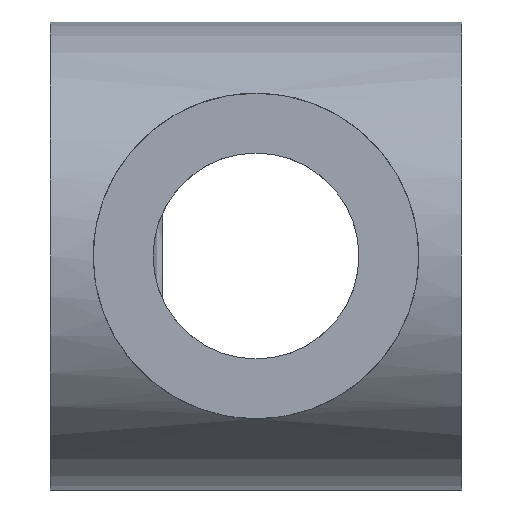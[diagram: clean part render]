
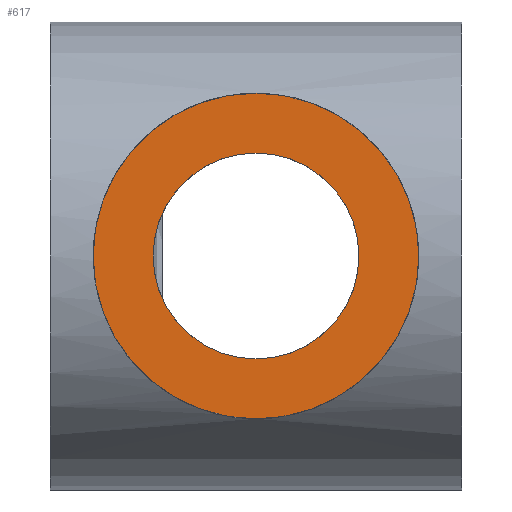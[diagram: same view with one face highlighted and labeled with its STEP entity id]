
A CAD part, left-side view. The second image highlights one B-rep face of the part: STEP entity #617.
In plain terms, the highlighted planar face has unit normal (-1, 0, 0).
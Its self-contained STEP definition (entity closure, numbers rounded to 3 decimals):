
#65 = VERTEX_POINT ( 'NONE', #183 ) ;
#77 = CARTESIAN_POINT ( 'NONE',  ( 1.85, 5.5, 0. ) ) ;
#101 = EDGE_CURVE ( 'NONE', #65, #157, #635, .T. ) ;
#107 = VERTEX_POINT ( 'NONE', #453 ) ;
#139 = DIRECTION ( 'NONE',  ( 0., 0., -1. ) ) ;
#144 = EDGE_LOOP ( 'NONE', ( #239, #589 ) ) ;
#151 = DIRECTION ( 'NONE',  ( 0., 0., -1. ) ) ;
#157 = VERTEX_POINT ( 'NONE', #698 ) ;
#182 = CARTESIAN_POINT ( 'NONE',  ( 1.85, 5.5, 0. ) ) ;
#183 = CARTESIAN_POINT ( 'NONE',  ( 1.85, 5.5, -2.75 ) ) ;
#186 = PLANE ( 'NONE',  #656 ) ;
#192 = DIRECTION ( 'NONE',  ( -1., 0., 0. ) ) ;
#197 = FACE_BOUND ( 'NONE', #487, .T. ) ;
#233 = CIRCLE ( 'NONE', #469, 2.75 ) ;
#239 = ORIENTED_EDGE ( 'NONE', *, *, #346, .F. ) ;
#264 = CIRCLE ( 'NONE', #283, 4.35 ) ;
#276 = DIRECTION ( 'NONE',  ( 0., 0., 1. ) ) ;
#283 = AXIS2_PLACEMENT_3D ( 'NONE', #435, #517, #151 ) ;
#295 = DIRECTION ( 'NONE',  ( 0., 0., 1. ) ) ;
#310 = EDGE_CURVE ( 'NONE', #461, #107, #264, .T. ) ;
#323 = CARTESIAN_POINT ( 'NONE',  ( 1.85, 5.5, 4.35 ) ) ;
#330 = DIRECTION ( 'NONE',  ( -1., 0., 0. ) ) ;
#332 = CARTESIAN_POINT ( 'NONE',  ( 1.85, 5.5, 0. ) ) ;
#346 = EDGE_CURVE ( 'NONE', #107, #461, #721, .T. ) ;
#377 = AXIS2_PLACEMENT_3D ( 'NONE', #332, #330, #276 ) ;
#390 = DIRECTION ( 'NONE',  ( 0., 0., -1. ) ) ;
#435 = CARTESIAN_POINT ( 'NONE',  ( 1.85, 5.5, 0. ) ) ;
#453 = CARTESIAN_POINT ( 'NONE',  ( 1.85, 5.5, -4.35 ) ) ;
#461 = VERTEX_POINT ( 'NONE', #323 ) ;
#467 = ORIENTED_EDGE ( 'NONE', *, *, #101, .F. ) ;
#469 = AXIS2_PLACEMENT_3D ( 'NONE', #182, #192, #295 ) ;
#473 = DIRECTION ( 'NONE',  ( 1., 0., 0. ) ) ;
#487 = EDGE_LOOP ( 'NONE', ( #638, #467 ) ) ;
#508 = CARTESIAN_POINT ( 'NONE',  ( 1.85, 5.5, 0. ) ) ;
#517 = DIRECTION ( 'NONE',  ( 1., 0., 0. ) ) ;
#589 = ORIENTED_EDGE ( 'NONE', *, *, #310, .F. ) ;
#617 = ADVANCED_FACE ( 'NONE', ( #197, #692 ), #186, .F. ) ;
#635 = CIRCLE ( 'NONE', #377, 2.75 ) ;
#638 = ORIENTED_EDGE ( 'NONE', *, *, #650, .F. ) ;
#650 = EDGE_CURVE ( 'NONE', #157, #65, #233, .T. ) ;
#656 = AXIS2_PLACEMENT_3D ( 'NONE', #508, #694, #390 ) ;
#692 = FACE_OUTER_BOUND ( 'NONE', #144, .T. ) ;
#694 = DIRECTION ( 'NONE',  ( 1., 0., 0. ) ) ;
#698 = CARTESIAN_POINT ( 'NONE',  ( 1.85, 5.5, 2.75 ) ) ;
#714 = AXIS2_PLACEMENT_3D ( 'NONE', #77, #473, #139 ) ;
#721 = CIRCLE ( 'NONE', #714, 4.35 ) ;
